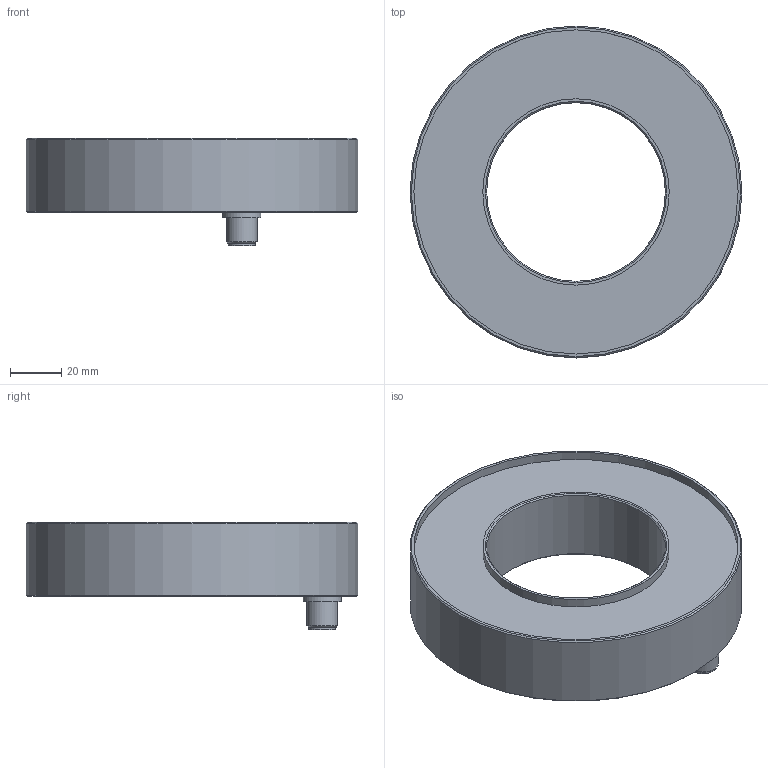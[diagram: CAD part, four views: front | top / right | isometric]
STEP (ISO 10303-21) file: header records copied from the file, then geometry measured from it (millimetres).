
FILE_DESCRIPTION(/* description */ ('DISO X xxx'),/* implementation_level */ '2;1');
FILE_NAME(/* name */ 'BEK-R70.stp',/* time_stamp */ '2015-07-21T14:49:56+02:00',/* author */ ('lsa'),/* organization */ (''),/* preprocessor_version */ 'ST-DEVELOPER v15.6',/* originating_system */ 'Autodesk Inventor 2015',/* authorisation */ '');
FILE_SCHEMA (('AUTOMOTIVE_DESIGN { 1 0 10303 214 3 1 1 }'));
Length unit declared in the file: millimetre
Products named in the file (1): Bauteil19
Bounding box: 130 x 130 x 42 mm (x, y, z)
Volume: 214678.2 mm3; surface area: 53970.9 mm2
Topology: 1 solids, 3 shells, 105 faces, 196 edges, 127 vertices
Faces by surface type: cylinder 54, plane 41, cone 10
Full cylindrical faces by diameter (mm): 0.7 x4, 1.7 x4, 1.8 x5, 2.8 x1, 3 x3, 3.242 x4, 9.5 x1, 9.9 x1, 10 x1, 10.5 x1, 12 x1, 15 x1, 70 x1, 73 x1, 127 x1, 130 x1
Entity records: 2602 total; most frequent: DIRECTION 486, CARTESIAN_POINT 382, ORIENTED_EDGE 304, AXIS2_PLACEMENT_3D 228, EDGE_LOOP 180, EDGE_CURVE 152, VERTEX_POINT 124, CIRCLE 122
